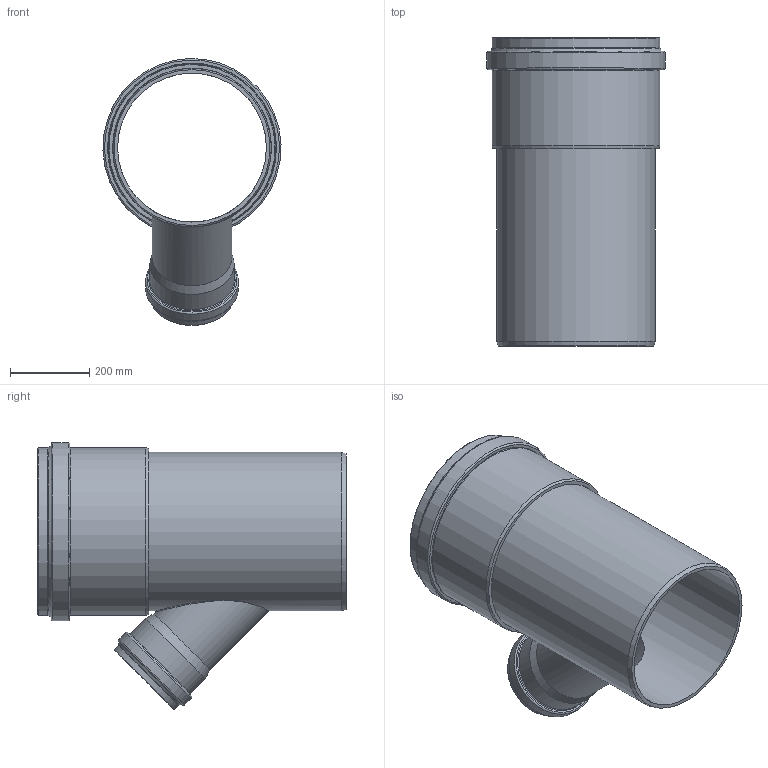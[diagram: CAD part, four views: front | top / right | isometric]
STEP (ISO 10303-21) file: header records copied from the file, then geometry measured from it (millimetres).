
FILE_DESCRIPTION(/* description */ (''),/* implementation_level */ '2;1');
FILE_NAME(/* name */ '772960 KG2000EA Abzweig DN_OD 400_200 Zusammenbau.stp',/* time_stamp */ '2017-01-31T08:02:10+01:00',/* author */ ('user1'),/* organization */ (''),/* preprocessor_version */ 'ST-DEVELOPER v16.1',/* originating_system */ 'Autodesk Inventor 2016',/* authorisation */ '');
FILE_SCHEMA (('AUTOMOTIVE_DESIGN { 1 0 10303 214 3 1 1 }'));
Length unit declared in the file: millimetre
Products named in the file (3): 772960 KG2000EA Abzweig DN_OD 400_200 Teil 1; 772960 KG2000EA Abzweig DN_OD 400_200 Teil 2; 772960 KG2000EA Abzweig DN_OD 400_200 Zusammenbau
Assembly tree (2 placements, depth 2):
  772960 KG2000EA Abzweig DN_OD 400_200 Zusammenbau
    772960 KG2000EA Abzweig DN_OD 400_200 Teil 1
    772960 KG2000EA Abzweig DN_OD 400_200 Teil 2
Bounding box: 449.6 x 778 x 673.85 mm (x, y, z)
Volume: 13859375 mm3; surface area: 2601497.2 mm2
Topology: 2 solids, 2 shells, 76 faces, 142 edges, 79 vertices
Faces by surface type: torus 28, cylinder 20, cone 14, plane 13, bspline 1
Full cylindrical faces by diameter (mm): 187.2 x1, 200.2 x1, 201.5 x1, 201.8 x2, 213.3 x1, 213.6 x1, 223 x1, 234.8 x1, 376 x2, 400 x1, 401.7 x2, 402.1 x2, 423.061 x1, 423.9 x1, 427.7 x1, 449.9 x1
Entity records: 1981 total; most frequent: CARTESIAN_POINT 612, DIRECTION 310, ORIENTED_EDGE 156, AXIS2_PLACEMENT_3D 155, EDGE_LOOP 153, EDGE_CURVE 78, FACE_BOUND 77, VERTEX_POINT 77
